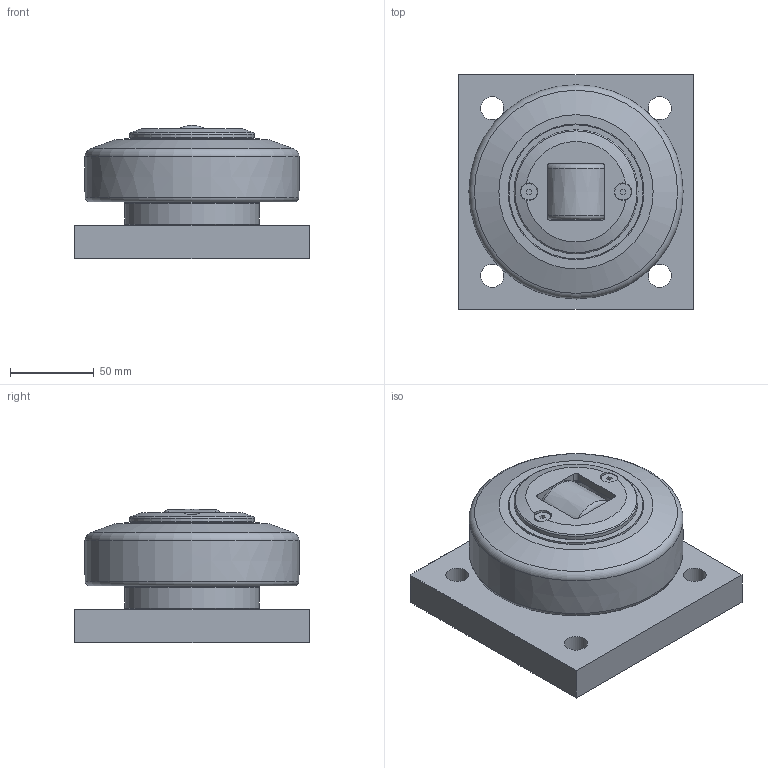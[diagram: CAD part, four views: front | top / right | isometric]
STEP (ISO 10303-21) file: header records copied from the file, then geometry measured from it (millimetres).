
FILE_DESCRIPTION(/* description */ ('-'),/* implementation_level */ '2;1');
FILE_NAME(/* name */ 'ALFATEC_PT120-0320BQ1000.stp',/* time_stamp */ '2021-01-27T13:33:12+01:00',/* author */ ('kstaebler'),/* organization */ (''),/* preprocessor_version */ 'ST-DEVELOPER v18.1',/* originating_system */ 'Autodesk Inventor 2020',/* authorisation */ '');
FILE_SCHEMA (('AUTOMOTIVE_DESIGN { 1 0 10303 214 3 1 1 }'));
Length unit declared in the file: millimetre
Products named in the file (1): PT 120.0320 BQ1000_Kontur
Bounding box: 140 x 140 x 79.5 mm (x, y, z)
Volume: 829224.4 mm3; surface area: 133756.2 mm2
Topology: 2 solids, 2 shells, 126 faces, 352 edges, 247 vertices
Faces by surface type: plane 52, cylinder 45, cone 19, torus 8, bspline 2
Full cylindrical faces by diameter (mm): 3 x2, 5 x2, 5.5 x2, 9.75 x2, 10.5 x2, 13.835 x4, 18 x1, 26 x1, 28 x2, 48 x1, 71 x1, 71.4 x1, 74 x1, 79 x1, 80 x3, 81 x1, 84.5 x1, 86.8 x1, 87 x1, 89.5 x2, 95 x1
Entity records: 4916 total; most frequent: CARTESIAN_POINT 1260, DIRECTION 759, ORIENTED_EDGE 704, EDGE_CURVE 352, AXIS2_PLACEMENT_3D 315, VERTEX_POINT 247, CIRCLE 190, EDGE_LOOP 171
